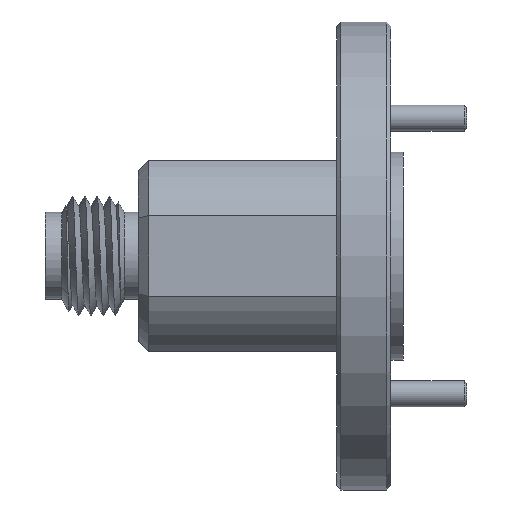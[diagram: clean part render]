
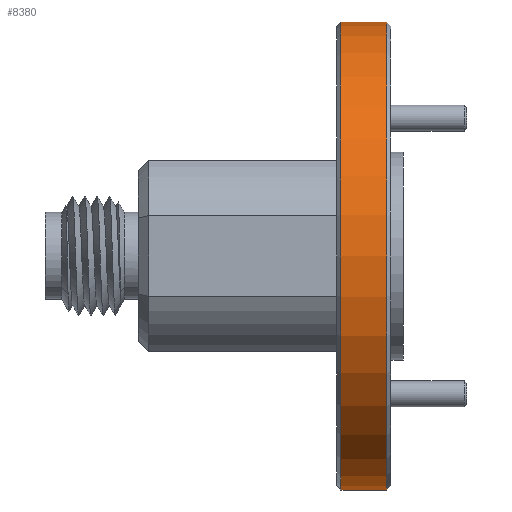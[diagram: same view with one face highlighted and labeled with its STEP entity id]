
A CAD part, front view. The second image highlights one B-rep face of the part: STEP entity #8380.
In plain terms, the highlighted cylindrical face has radius 14.287 mm (diameter 28.575 mm), a partial arc.
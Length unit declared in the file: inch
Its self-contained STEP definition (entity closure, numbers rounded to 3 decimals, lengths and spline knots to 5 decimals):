
#190 = CARTESIAN_POINT ( 'NONE',  ( 0.00534, -0.06051, -0.40653 ) ) ;
#780 = DIRECTION ( 'NONE',  ( 1., 0., 0. ) ) ;
#856 = AXIS2_PLACEMENT_3D ( 'NONE', #9850, #2887, #9890 ) ;
#956 = DIRECTION ( 'NONE',  ( 0., 0., -1. ) ) ;
#1040 = CARTESIAN_POINT ( 'NONE',  ( -0.03466, -0.06051, 0.15597 ) ) ;
#1155 = VERTEX_POINT ( 'NONE', #4047 ) ;
#1249 = AXIS2_PLACEMENT_3D ( 'NONE', #1040, #6186, #956 ) ;
#1283 = EDGE_CURVE ( 'NONE', #11244, #1691, #1400, .T. ) ;
#1400 = LINE ( 'NONE', #190, #5369 ) ;
#1691 = VERTEX_POINT ( 'NONE', #5343 ) ;
#1947 = EDGE_CURVE ( 'NONE', #1691, #2842, #6722, .T. ) ;
#2393 = CYLINDRICAL_SURFACE ( 'NONE', #856, 0.5625 ) ;
#2417 = EDGE_CURVE ( 'NONE', #1155, #11244, #5614, .T. ) ;
#2418 = AXIS2_PLACEMENT_3D ( 'NONE', #9258, #780, #6420 ) ;
#2520 = FACE_OUTER_BOUND ( 'NONE', #5046, .T. ) ;
#2842 = VERTEX_POINT ( 'NONE', #7057 ) ;
#2886 = CARTESIAN_POINT ( 'NONE',  ( -0.14466, -0.06051, -0.40653 ) ) ;
#2887 = DIRECTION ( 'NONE',  ( 1., 0., 0. ) ) ;
#4047 = CARTESIAN_POINT ( 'NONE',  ( -0.14466, -0.06051, 0.71847 ) ) ;
#4665 = ORIENTED_EDGE ( 'NONE', *, *, #8534, .F. ) ;
#5046 = EDGE_LOOP ( 'NONE', ( #4665, #9789, #10521, #10740 ) ) ;
#5343 = CARTESIAN_POINT ( 'NONE',  ( -0.03466, -0.06051, -0.40653 ) ) ;
#5369 = VECTOR ( 'NONE', #10641, 39.37008 ) ;
#5614 = CIRCLE ( 'NONE', #2418, 0.5625 ) ;
#6186 = DIRECTION ( 'NONE',  ( -1., 0., 0. ) ) ;
#6420 = DIRECTION ( 'NONE',  ( 0., 0., 1. ) ) ;
#6722 = CIRCLE ( 'NONE', #1249, 0.5625 ) ;
#7057 = CARTESIAN_POINT ( 'NONE',  ( -0.03466, -0.06051, 0.71847 ) ) ;
#7846 = VECTOR ( 'NONE', #8948, 39.37008 ) ;
#8380 = ADVANCED_FACE ( 'NONE', ( #2520 ), #2393, .T. ) ;
#8534 = EDGE_CURVE ( 'NONE', #1155, #2842, #9782, .T. ) ;
#8948 = DIRECTION ( 'NONE',  ( 1., 0., 0. ) ) ;
#8990 = CARTESIAN_POINT ( 'NONE',  ( 0.00534, -0.06051, 0.71847 ) ) ;
#9258 = CARTESIAN_POINT ( 'NONE',  ( -0.14466, -0.06051, 0.15597 ) ) ;
#9782 = LINE ( 'NONE', #8990, #7846 ) ;
#9789 = ORIENTED_EDGE ( 'NONE', *, *, #2417, .T. ) ;
#9850 = CARTESIAN_POINT ( 'NONE',  ( 0.00534, -0.06051, 0.15597 ) ) ;
#9890 = DIRECTION ( 'NONE',  ( 0., 0., -1. ) ) ;
#10521 = ORIENTED_EDGE ( 'NONE', *, *, #1283, .T. ) ;
#10641 = DIRECTION ( 'NONE',  ( 1., 0., 0. ) ) ;
#10740 = ORIENTED_EDGE ( 'NONE', *, *, #1947, .T. ) ;
#11244 = VERTEX_POINT ( 'NONE', #2886 ) ;
